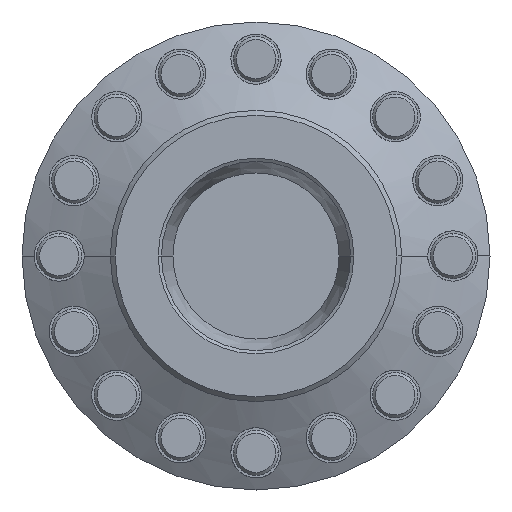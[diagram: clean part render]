
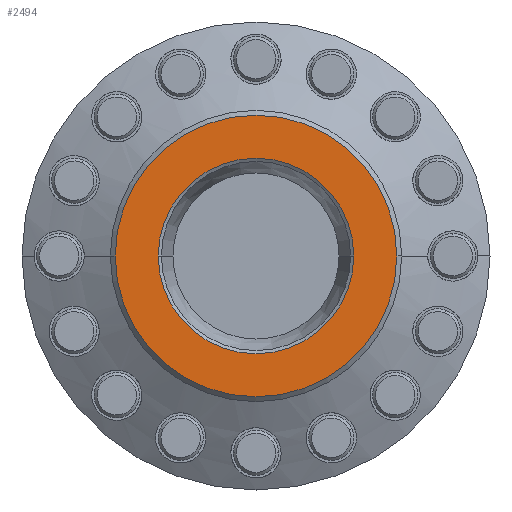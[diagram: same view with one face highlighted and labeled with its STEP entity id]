
A CAD part, left-side view. The second image highlights one B-rep face of the part: STEP entity #2494.
In plain terms, the highlighted planar face has unit normal (-1, 0, 0).
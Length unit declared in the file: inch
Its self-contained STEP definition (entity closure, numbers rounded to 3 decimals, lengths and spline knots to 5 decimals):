
#122 = ORIENTED_EDGE ( 'NONE', *, *, #8604, .T. ) ;
#238 = EDGE_CURVE ( 'NONE', #7258, #2176, #5046, .T. ) ;
#263 = FACE_BOUND ( 'NONE', #9084, .T. ) ;
#375 = DIRECTION ( 'NONE',  ( 1., 0., 0. ) ) ;
#709 = CARTESIAN_POINT ( 'NONE',  ( 0., 0., 0. ) ) ;
#1219 = ORIENTED_EDGE ( 'NONE', *, *, #238, .F. ) ;
#1500 = DIRECTION ( 'NONE',  ( 1., 0., 0. ) ) ;
#1697 = CARTESIAN_POINT ( 'NONE',  ( 0., 1.217, 0. ) ) ;
#2176 = VERTEX_POINT ( 'NONE', #5184 ) ;
#2199 = AXIS2_PLACEMENT_3D ( 'NONE', #709, #1500, #4972 ) ;
#2377 = PLANE ( 'NONE',  #5030 ) ;
#2494 = ADVANCED_FACE ( 'NONE', ( #263, #4910 ), #2377, .T. ) ;
#3062 = DIRECTION ( 'NONE',  ( 1., 0., 0. ) ) ;
#3172 = CARTESIAN_POINT ( 'NONE',  ( 0., 0., 0. ) ) ;
#3768 = CIRCLE ( 'NONE', #6062, 1.217 ) ;
#3814 = CARTESIAN_POINT ( 'NONE',  ( 0., 1.7525, 0. ) ) ;
#4317 = VERTEX_POINT ( 'NONE', #9127 ) ;
#4442 = DIRECTION ( 'NONE',  ( 0., 1., 0. ) ) ;
#4854 = EDGE_CURVE ( 'NONE', #2176, #7258, #7666, .T. ) ;
#4910 = FACE_OUTER_BOUND ( 'NONE', #6821, .T. ) ;
#4972 = DIRECTION ( 'NONE',  ( 0., 1., 0. ) ) ;
#5001 = VERTEX_POINT ( 'NONE', #7233 ) ;
#5030 = AXIS2_PLACEMENT_3D ( 'NONE', #1697, #5238, #5119 ) ;
#5046 = CIRCLE ( 'NONE', #7150, 1.7525 ) ;
#5108 = DIRECTION ( 'NONE',  ( 1., 0., 0. ) ) ;
#5119 = DIRECTION ( 'NONE',  ( 0., -1., 0. ) ) ;
#5184 = CARTESIAN_POINT ( 'NONE',  ( 0., -1.7525, 0. ) ) ;
#5217 = ORIENTED_EDGE ( 'NONE', *, *, #4854, .F. ) ;
#5238 = DIRECTION ( 'NONE',  ( -1., 0., 0. ) ) ;
#5264 = DIRECTION ( 'NONE',  ( 0., 1., 0. ) ) ;
#5428 = AXIS2_PLACEMENT_3D ( 'NONE', #3172, #375, #5264 ) ;
#5843 = EDGE_CURVE ( 'NONE', #4317, #5001, #3768, .T. ) ;
#5945 = CARTESIAN_POINT ( 'NONE',  ( 0., 0., 0. ) ) ;
#6062 = AXIS2_PLACEMENT_3D ( 'NONE', #8714, #5108, #4442 ) ;
#6821 = EDGE_LOOP ( 'NONE', ( #1219, #5217 ) ) ;
#7150 = AXIS2_PLACEMENT_3D ( 'NONE', #5945, #3062, #8693 ) ;
#7233 = CARTESIAN_POINT ( 'NONE',  ( 0., -1.217, 0. ) ) ;
#7258 = VERTEX_POINT ( 'NONE', #3814 ) ;
#7641 = CIRCLE ( 'NONE', #5428, 1.217 ) ;
#7666 = CIRCLE ( 'NONE', #2199, 1.7525 ) ;
#8604 = EDGE_CURVE ( 'NONE', #5001, #4317, #7641, .T. ) ;
#8693 = DIRECTION ( 'NONE',  ( 0., 1., 0. ) ) ;
#8714 = CARTESIAN_POINT ( 'NONE',  ( 0., 0., 0. ) ) ;
#8978 = ORIENTED_EDGE ( 'NONE', *, *, #5843, .T. ) ;
#9084 = EDGE_LOOP ( 'NONE', ( #122, #8978 ) ) ;
#9127 = CARTESIAN_POINT ( 'NONE',  ( 0., 1.217, 0. ) ) ;
